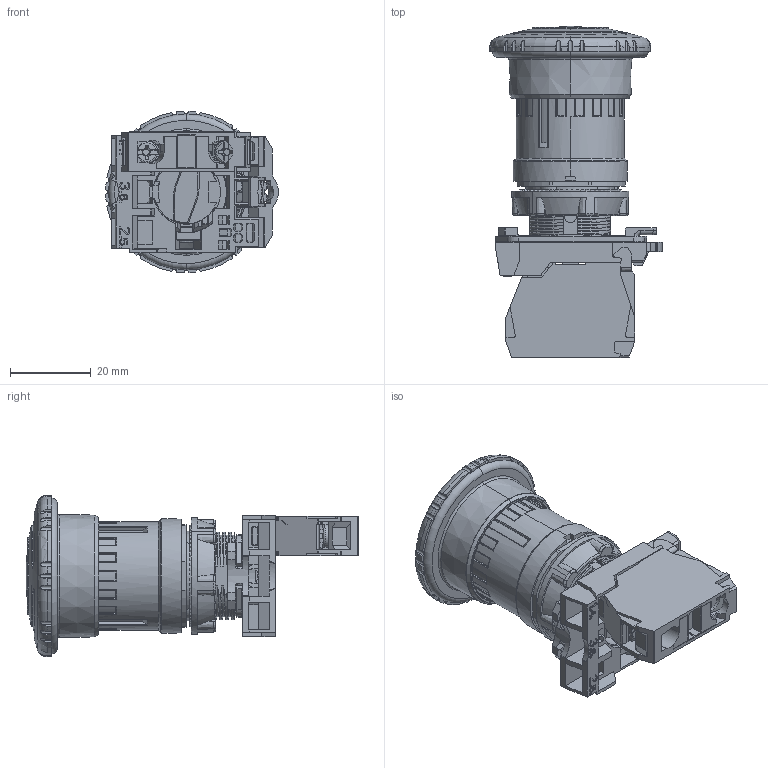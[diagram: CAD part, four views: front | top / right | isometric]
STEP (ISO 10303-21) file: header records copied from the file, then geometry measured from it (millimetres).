
FILE_DESCRIPTION((''),'2;1');
FILE_NAME('XB5AS8442_ASM','2023-07-04T',('Administrator'),('zyb.com'),'PRO/ENGINEER BY PARAMETRIC TECHNOLOGY CORPORATION, 2010280','PRO/ENGINEER BY PARAMETRIC TECHNOLOGY CORPORATION, 2010280','');
FILE_SCHEMA(('AUTOMOTIVE_DESIGN { 1 0 10303 214 1 1 1 1 }'));
Length unit declared in the file: millimetre
Products named in the file (4): ZB5AZ009; ZBE102; ZB5AS844C; XB5AS8442_ASM
Assembly tree (3 placements, depth 2):
  XB5AS8442_ASM
    ZB5AZ009
    ZBE102
    ZB5AS844C
Bounding box: 42.79 x 82.3 x 39.98 mm (x, y, z)
Volume: 42420.8 mm3; surface area: 20448.4 mm2
Topology: 13 solids, 27 shells, 3651 faces, 10091 edges, 6531 vertices
Faces by surface type: plane 1984, cylinder 910, bspline 414, cone 164, torus 139, sphere 40
Entity records: 167226 total; most frequent: CARTESIAN_POINT 51271, ORIENTED_EDGE 20174, DIRECTION 16894, EDGE_CURVE 10087, VERTEX_POINT 6531, VECTOR 6186, LINE 6186, AXIS2_PLACEMENT_3D 5354
